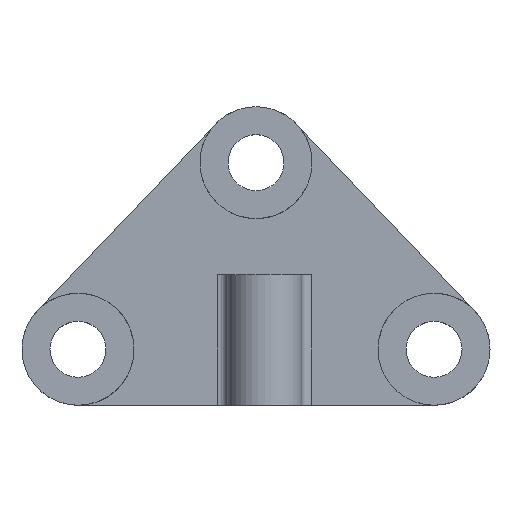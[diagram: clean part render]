
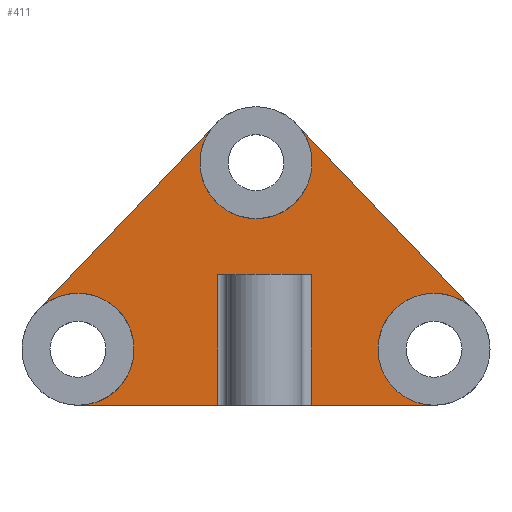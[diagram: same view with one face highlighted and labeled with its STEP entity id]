
A CAD part, top view. The second image highlights one B-rep face of the part: STEP entity #411.
In plain terms, the highlighted planar face has unit normal (0, 0, 1).
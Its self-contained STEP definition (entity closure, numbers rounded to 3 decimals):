
#22=PLANE('',#448);
#34=FACE_OUTER_BOUND('',#55,.T.);
#55=EDGE_LOOP('',(#270,#271,#272,#273,#274,#275,#276,#277,#278,#279,#280,
#281));
#83=LINE('',#625,#114);
#85=LINE('',#631,#116);
#86=LINE('',#633,#117);
#87=LINE('',#635,#118);
#88=LINE('',#641,#119);
#89=LINE('',#647,#120);
#90=LINE('',#650,#121);
#114=VECTOR('',#498,10.);
#116=VECTOR('',#504,10.);
#117=VECTOR('',#505,10.);
#118=VECTOR('',#506,10.);
#119=VECTOR('',#511,10.);
#120=VECTOR('',#516,10.);
#121=VECTOR('',#519,10.);
#147=CIRCLE('',#449,30.);
#148=CIRCLE('',#450,30.);
#149=CIRCLE('',#451,30.);
#150=CIRCLE('',#452,30.);
#151=CIRCLE('',#453,30.);
#172=VERTEX_POINT('',#622);
#173=VERTEX_POINT('',#624);
#175=VERTEX_POINT('',#630);
#176=VERTEX_POINT('',#632);
#177=VERTEX_POINT('',#634);
#178=VERTEX_POINT('',#636);
#179=VERTEX_POINT('',#638);
#180=VERTEX_POINT('',#640);
#181=VERTEX_POINT('',#642);
#182=VERTEX_POINT('',#644);
#183=VERTEX_POINT('',#646);
#184=VERTEX_POINT('',#648);
#210=EDGE_CURVE('',#172,#173,#83,.T.);
#213=EDGE_CURVE('',#172,#175,#85,.T.);
#214=EDGE_CURVE('',#176,#175,#86,.T.);
#215=EDGE_CURVE('',#176,#177,#87,.T.);
#216=EDGE_CURVE('',#177,#178,#147,.T.);
#217=EDGE_CURVE('',#178,#179,#148,.T.);
#218=EDGE_CURVE('',#179,#180,#88,.T.);
#219=EDGE_CURVE('',#180,#181,#149,.T.);
#220=EDGE_CURVE('',#181,#182,#150,.T.);
#221=EDGE_CURVE('',#182,#183,#89,.T.);
#222=EDGE_CURVE('',#183,#184,#151,.T.);
#223=EDGE_CURVE('',#184,#173,#90,.T.);
#270=ORIENTED_EDGE('',*,*,#210,.F.);
#271=ORIENTED_EDGE('',*,*,#213,.T.);
#272=ORIENTED_EDGE('',*,*,#214,.F.);
#273=ORIENTED_EDGE('',*,*,#215,.T.);
#274=ORIENTED_EDGE('',*,*,#216,.T.);
#275=ORIENTED_EDGE('',*,*,#217,.T.);
#276=ORIENTED_EDGE('',*,*,#218,.T.);
#277=ORIENTED_EDGE('',*,*,#219,.T.);
#278=ORIENTED_EDGE('',*,*,#220,.T.);
#279=ORIENTED_EDGE('',*,*,#221,.T.);
#280=ORIENTED_EDGE('',*,*,#222,.T.);
#281=ORIENTED_EDGE('',*,*,#223,.T.);
#411=ADVANCED_FACE('',(#34),#22,.T.);
#448=AXIS2_PLACEMENT_3D('',#629,#502,#503);
#449=AXIS2_PLACEMENT_3D('',#637,#507,#508);
#450=AXIS2_PLACEMENT_3D('',#639,#509,#510);
#451=AXIS2_PLACEMENT_3D('',#643,#512,#513);
#452=AXIS2_PLACEMENT_3D('',#645,#514,#515);
#453=AXIS2_PLACEMENT_3D('',#649,#517,#518);
#498=DIRECTION('',(0.,-1.,0.));
#502=DIRECTION('center_axis',(0.,0.,1.));
#503=DIRECTION('ref_axis',(1.,0.,0.));
#504=DIRECTION('',(1.,0.,0.));
#505=DIRECTION('',(0.,1.,0.));
#506=DIRECTION('',(1.,0.,0.));
#507=DIRECTION('center_axis',(0.,0.,-1.));
#508=DIRECTION('ref_axis',(1.,0.,0.));
#509=DIRECTION('center_axis',(0.,0.,-1.));
#510=DIRECTION('ref_axis',(1.,0.,0.));
#511=DIRECTION('',(-0.69,0.724,0.));
#512=DIRECTION('center_axis',(0.,0.,-1.));
#513=DIRECTION('ref_axis',(1.,0.,0.));
#514=DIRECTION('center_axis',(0.,0.,-1.));
#515=DIRECTION('ref_axis',(1.,0.,0.));
#516=DIRECTION('',(-0.69,-0.724,0.));
#517=DIRECTION('center_axis',(0.,0.,-1.));
#518=DIRECTION('ref_axis',(1.,0.,0.));
#519=DIRECTION('',(1.,0.,0.));
#622=CARTESIAN_POINT('',(-20.394,70.,20.));
#624=CARTESIAN_POINT('',(-20.394,0.,20.));
#625=CARTESIAN_POINT('',(-20.394,40.,20.));
#629=CARTESIAN_POINT('Origin',(0.,80.,20.));
#630=CARTESIAN_POINT('',(29.606,70.,20.));
#631=CARTESIAN_POINT('',(2.303,70.,20.));
#632=CARTESIAN_POINT('',(29.606,0.,20.));
#633=CARTESIAN_POINT('',(29.606,40.,20.));
#634=CARTESIAN_POINT('',(95.394,0.,20.));
#635=CARTESIAN_POINT('',(-95.394,0.,20.));
#636=CARTESIAN_POINT('',(65.394,30.,20.));
#637=CARTESIAN_POINT('Origin',(95.394,30.,20.));
#638=CARTESIAN_POINT('',(117.101,50.707,20.));
#639=CARTESIAN_POINT('Origin',(95.394,30.,20.));
#640=CARTESIAN_POINT('',(21.707,150.707,20.));
#641=CARTESIAN_POINT('',(21.707,150.707,20.));
#642=CARTESIAN_POINT('',(-30.,130.,20.));
#643=CARTESIAN_POINT('Origin',(0.,130.,20.));
#644=CARTESIAN_POINT('',(-21.707,150.707,20.));
#645=CARTESIAN_POINT('Origin',(0.,130.,20.));
#646=CARTESIAN_POINT('',(-117.101,50.707,20.));
#647=CARTESIAN_POINT('',(-117.101,50.707,20.));
#648=CARTESIAN_POINT('',(-95.394,0.,20.));
#649=CARTESIAN_POINT('Origin',(-95.394,30.,20.));
#650=CARTESIAN_POINT('',(-95.394,0.,20.));
